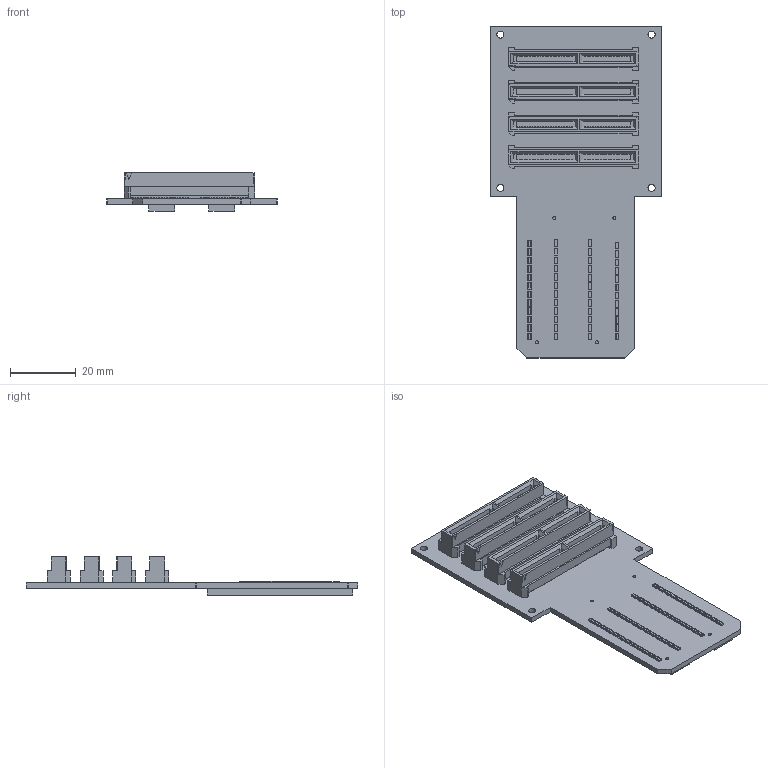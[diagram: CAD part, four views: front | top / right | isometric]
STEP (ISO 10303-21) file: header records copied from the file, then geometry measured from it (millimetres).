
FILE_DESCRIPTION(('Open CASCADE Model'),'2;1');
FILE_NAME('Open CASCADE Shape Model','2018-05-14T18:35:32',('Author'),( 'Open CASCADE'),'Open CASCADE STEP processor 6.8','Open CASCADE 6.8' ,'Unknown');
FILE_SCHEMA(('AUTOMOTIVE_DESIGN { 1 0 10303 214 1 1 1 1 }'));
Length unit declared in the file: millimetre
Products named in the file (67): PCB; Board; RA48; 7701359168; Extruded; 7701358976; 7701358784; 7701358592; RA47; RA46; RA45; RA44; RA43; RA42; RA41; RA40; RA39; RA38; RA37; RA36; RA35; RA34; RA33; RA32; RA31; RA30; RA29; RA28; RA27; RA26; RA25; RA24; RA23; RA22; RA21; RA20; RA19; RA18; RA17; RA16 ...
Assembly tree (546 placements, depth 4):
  PCB
    Board
    RA48
      7701359168  x4
        Extruded
      7701358976  x4
        Extruded
      7701358784
        Extruded
      7701358592
        Extruded
    RA47
      7701359168  x4
        Extruded
      7701358976  x4
        Extruded
      7701358784
        Extruded
      7701358592
        Extruded
    RA46
      7701359168  x4
        Extruded
      7701358976  x4
        Extruded
      7701358784
        Extruded
      7701358592
        Extruded
    RA45
      7701359168  x4
        Extruded
      7701358976  x4
        Extruded
      7701358784
        Extruded
      7701358592
        Extruded
    RA44
      7701359168  x4
        Extruded
      7701358976  x4
        Extruded
      7701358784
        Extruded
      7701358592
        Extruded
    RA43
      7701359168  x4
        Extruded
      7701358976  x4
        Extruded
      7701358784
        Extruded
      7701358592
        Extruded
    RA42
      7701359168  x4
        Extruded
      7701358976  x4
Bounding box: 51.95 x 101.19 x 11.7 mm (x, y, z)
Volume: 13260.9 mm3; surface area: 18692.4 mm2
Topology: 487 solids, 487 shells, 7101 faces, 17009 edges, 11218 vertices
Faces by surface type: plane 4820, cylinder 1961, bspline 320
Full cylindrical faces by diameter (mm): 0.9 x2, 0.96 x2, 1.27 x8, 2.184 x4
Entity records: 46066 total; most frequent: CARTESIAN_POINT 14375, DIRECTION 6477, ORIENTED_EDGE 5890, EDGE_CURVE 2945, AXIS2_PLACEMENT_3D 2515, VERTEX_POINT 1933, LINE 1447, VECTOR 1447
